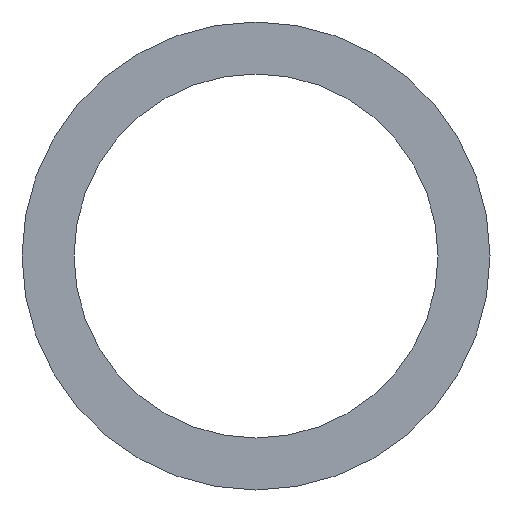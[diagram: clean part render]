
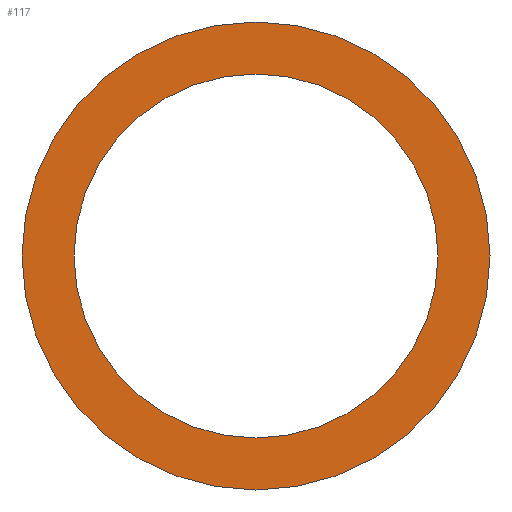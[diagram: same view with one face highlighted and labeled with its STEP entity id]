
A CAD part, left-side view. The second image highlights one B-rep face of the part: STEP entity #117.
In plain terms, the highlighted planar face has unit normal (-1, 0, 0).
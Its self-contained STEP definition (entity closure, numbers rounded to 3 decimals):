
#17 = VERTEX_POINT ( 'NONE', #131 ) ;
#21 = VERTEX_POINT ( 'NONE', #148 ) ;
#28 = DIRECTION ( 'NONE',  ( 1., 0., 0. ) ) ;
#30 = ORIENTED_EDGE ( 'NONE', *, *, #124, .F. ) ;
#31 = AXIS2_PLACEMENT_3D ( 'NONE', #43, #170, #151 ) ;
#34 = EDGE_LOOP ( 'NONE', ( #157, #30 ) ) ;
#42 = DIRECTION ( 'NONE',  ( 0., 0., -1. ) ) ;
#43 = CARTESIAN_POINT ( 'NONE',  ( 0., 0., 0. ) ) ;
#46 = CARTESIAN_POINT ( 'NONE',  ( 0., 0., -1.75 ) ) ;
#59 = FACE_BOUND ( 'NONE', #165, .T. ) ;
#62 = AXIS2_PLACEMENT_3D ( 'NONE', #112, #28, #42 ) ;
#63 = ORIENTED_EDGE ( 'NONE', *, *, #79, .T. ) ;
#68 = DIRECTION ( 'NONE',  ( 1., 0., 0. ) ) ;
#70 = CIRCLE ( 'NONE', #144, 2.25 ) ;
#77 = PLANE ( 'NONE',  #158 ) ;
#79 = EDGE_CURVE ( 'NONE', #17, #116, #179, .T. ) ;
#110 = CARTESIAN_POINT ( 'NONE',  ( 0., 0., 0. ) ) ;
#112 = CARTESIAN_POINT ( 'NONE',  ( 0., 0., 0. ) ) ;
#116 = VERTEX_POINT ( 'NONE', #46 ) ;
#117 = ADVANCED_FACE ( 'NONE', ( #185, #59 ), #77, .F. ) ;
#120 = DIRECTION ( 'NONE',  ( 0., 0., -1. ) ) ;
#124 = EDGE_CURVE ( 'NONE', #141, #21, #154, .T. ) ;
#129 = AXIS2_PLACEMENT_3D ( 'NONE', #214, #68, #120 ) ;
#131 = CARTESIAN_POINT ( 'NONE',  ( 0., 0., 1.75 ) ) ;
#141 = VERTEX_POINT ( 'NONE', #155 ) ;
#144 = AXIS2_PLACEMENT_3D ( 'NONE', #110, #168, #171 ) ;
#146 = EDGE_CURVE ( 'NONE', #21, #141, #70, .T. ) ;
#148 = CARTESIAN_POINT ( 'NONE',  ( 0., 0., 2.25 ) ) ;
#151 = DIRECTION ( 'NONE',  ( 0., 0., -1. ) ) ;
#152 = DIRECTION ( 'NONE',  ( 0., 0., -1. ) ) ;
#154 = CIRCLE ( 'NONE', #31, 2.25 ) ;
#155 = CARTESIAN_POINT ( 'NONE',  ( 0., 0., -2.25 ) ) ;
#157 = ORIENTED_EDGE ( 'NONE', *, *, #146, .F. ) ;
#158 = AXIS2_PLACEMENT_3D ( 'NONE', #182, #184, #152 ) ;
#165 = EDGE_LOOP ( 'NONE', ( #63, #173 ) ) ;
#168 = DIRECTION ( 'NONE',  ( 1., 0., 0. ) ) ;
#170 = DIRECTION ( 'NONE',  ( 1., 0., 0. ) ) ;
#171 = DIRECTION ( 'NONE',  ( 0., 0., -1. ) ) ;
#173 = ORIENTED_EDGE ( 'NONE', *, *, #197, .T. ) ;
#179 = CIRCLE ( 'NONE', #129, 1.75 ) ;
#182 = CARTESIAN_POINT ( 'NONE',  ( 0., 0., 0. ) ) ;
#184 = DIRECTION ( 'NONE',  ( 1., 0., 0. ) ) ;
#185 = FACE_OUTER_BOUND ( 'NONE', #34, .T. ) ;
#197 = EDGE_CURVE ( 'NONE', #116, #17, #201, .T. ) ;
#201 = CIRCLE ( 'NONE', #62, 1.75 ) ;
#214 = CARTESIAN_POINT ( 'NONE',  ( 0., 0., 0. ) ) ;
